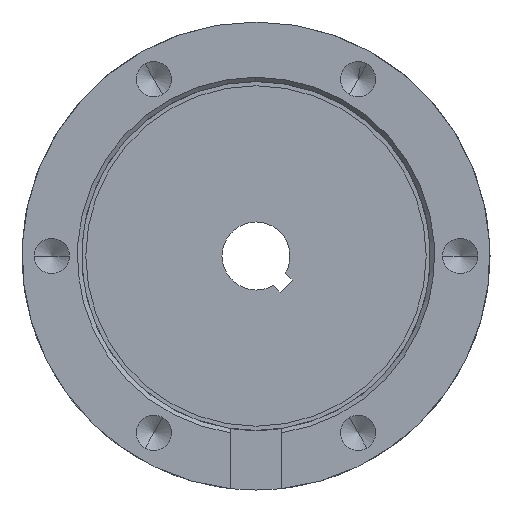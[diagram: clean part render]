
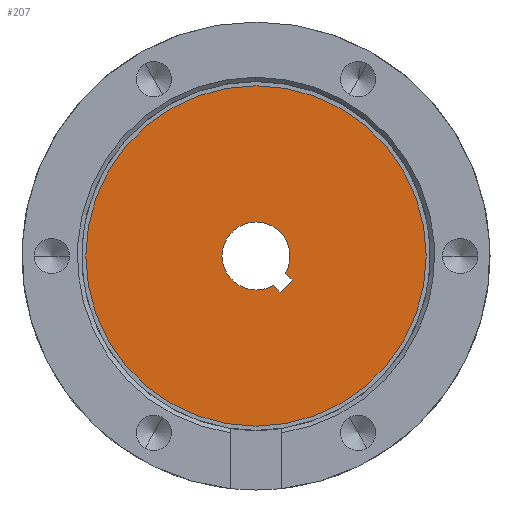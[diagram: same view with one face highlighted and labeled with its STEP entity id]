
A CAD part, left-side view. The second image highlights one B-rep face of the part: STEP entity #207.
In plain terms, the highlighted planar face has unit normal (-1, 0, 0).
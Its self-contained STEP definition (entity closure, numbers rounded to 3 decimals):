
#207=ADVANCED_FACE('',(#515,#516),#517,.T.);
#515=FACE_BOUND('',#845,.T.);
#516=FACE_OUTER_BOUND('',#846,.T.);
#517=PLANE('',#847);
#845=EDGE_LOOP('',(#1957,#1958,#1959,#1960,#1961,#1962));
#846=EDGE_LOOP('',(#1963,#1964));
#847=AXIS2_PLACEMENT_3D('',#1965,#1966,#1967);
#1957=ORIENTED_EDGE('',*,*,#2391,.T.);
#1958=ORIENTED_EDGE('',*,*,#2388,.T.);
#1959=ORIENTED_EDGE('',*,*,#2394,.T.);
#1960=ORIENTED_EDGE('',*,*,#2395,.T.);
#1961=ORIENTED_EDGE('',*,*,#2122,.T.);
#1962=ORIENTED_EDGE('',*,*,#2119,.T.);
#1963=ORIENTED_EDGE('',*,*,#2113,.F.);
#1964=ORIENTED_EDGE('',*,*,#2454,.F.);
#1965=CARTESIAN_POINT('',(4.0,0.0,-16.05));
#1966=DIRECTION('',(-1.0,0.,0.));
#1967=DIRECTION('',(0.,0.0,1.0));
#2113=EDGE_CURVE('',#2497,#2500,#2501,.T.);
#2119=EDGE_CURVE('',#2505,#2510,#2512,.T.);
#2122=EDGE_CURVE('',#2514,#2505,#2517,.T.);
#2388=EDGE_CURVE('',#2959,#2957,#2960,.T.);
#2391=EDGE_CURVE('',#2510,#2959,#2963,.T.);
#2394=EDGE_CURVE('',#2957,#2966,#2968,.T.);
#2395=EDGE_CURVE('',#2966,#2514,#2969,.T.);
#2454=EDGE_CURVE('',#2500,#2497,#3060,.T.);
#2497=VERTEX_POINT('',#3128);
#2500=VERTEX_POINT('',#3132);
#2501=CIRCLE('',#3133,20.0);
#2505=VERTEX_POINT('',#3138);
#2510=VERTEX_POINT('',#3144);
#2512=CIRCLE('',#3147,4.0);
#2514=VERTEX_POINT('',#3149);
#2517=CIRCLE('',#3153,4.0);
#2957=VERTEX_POINT('',#3763);
#2959=VERTEX_POINT('',#3766);
#2960=LINE('',#3767,#3768);
#2963=LINE('',#3773,#3774);
#2966=VERTEX_POINT('',#3778);
#2968=LINE('',#3781,#3782);
#2969=CIRCLE('',#3783,4.0);
#3060=CIRCLE('',#3986,20.0);
#3128=CARTESIAN_POINT('',(4.0,0.0,-20.0));
#3132=CARTESIAN_POINT('',(4.0,0.,20.0));
#3133=AXIS2_PLACEMENT_3D('',#4253,#4254,#4255);
#3138=CARTESIAN_POINT('',(4.0,0.,4.0));
#3144=CARTESIAN_POINT('',(4.0,-3.446,-2.032));
#3147=AXIS2_PLACEMENT_3D('',#4265,#4266,#4267);
#3149=CARTESIAN_POINT('',(4.0,0.,-4.0));
#3153=AXIS2_PLACEMENT_3D('',#4272,#4273,#4274);
#3763=CARTESIAN_POINT('',(4.0,-2.828,-4.243));
#3766=CARTESIAN_POINT('',(4.0,-4.243,-2.828));
#3767=CARTESIAN_POINT('',(4.0,-1.669,-5.402));
#3768=VECTOR('',#4818,1.0);
#3773=CARTESIAN_POINT('',(4.0,-3.987,-2.573));
#3774=VECTOR('',#4821,1.0);
#3778=CARTESIAN_POINT('',(4.0,-2.032,-3.446));
#3781=CARTESIAN_POINT('',(4.0,-2.175,-3.589));
#3782=VECTOR('',#4824,1.0);
#3783=AXIS2_PLACEMENT_3D('',#4825,#4826,#4827);
#3986=AXIS2_PLACEMENT_3D('',#4898,#4899,#4900);
#4253=CARTESIAN_POINT('',(4.0,0.0,0.0));
#4254=DIRECTION('',(1.0,0.,0.));
#4255=DIRECTION('',(0.,0.0,-1.0));
#4265=CARTESIAN_POINT('',(4.0,0.0,0.0));
#4266=DIRECTION('',(1.0,0.,0.));
#4267=DIRECTION('',(0.,0.0,-1.0));
#4272=CARTESIAN_POINT('',(4.0,0.0,0.0));
#4273=DIRECTION('',(1.0,0.,0.));
#4274=DIRECTION('',(0.,0.0,-1.0));
#4818=DIRECTION('',(0.,0.707,-0.707));
#4821=DIRECTION('',(0.,-0.707,-0.707));
#4824=DIRECTION('',(0.,0.707,0.707));
#4825=CARTESIAN_POINT('',(4.0,0.0,0.0));
#4826=DIRECTION('',(1.0,0.,0.));
#4827=DIRECTION('',(0.,0.0,-1.0));
#4898=CARTESIAN_POINT('',(4.0,0.0,0.0));
#4899=DIRECTION('',(1.0,0.,0.));
#4900=DIRECTION('',(0.,0.0,-1.0));
